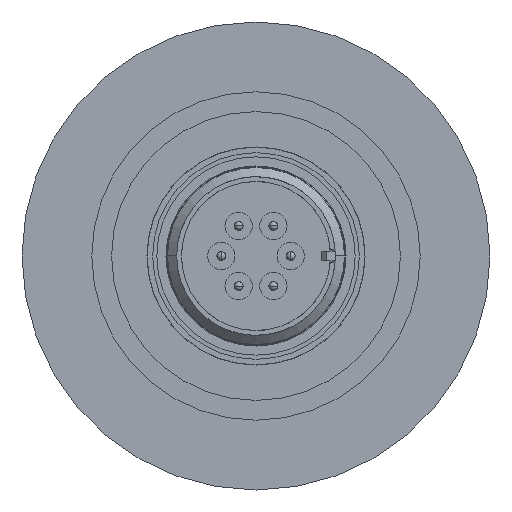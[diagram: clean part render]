
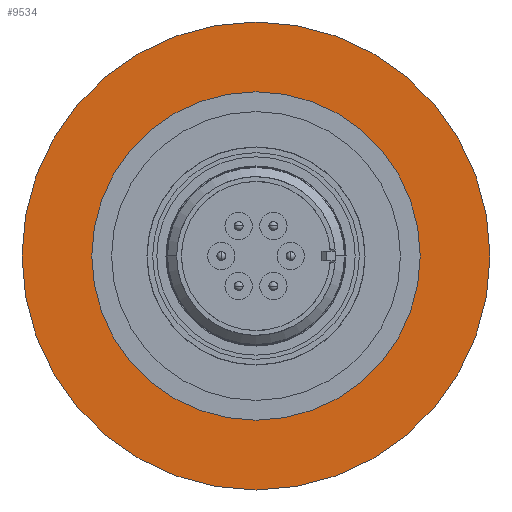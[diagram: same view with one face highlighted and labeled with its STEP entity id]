
A CAD part, front view. The second image highlights one B-rep face of the part: STEP entity #9534.
In plain terms, the highlighted planar face has unit normal (0, -1, 0).
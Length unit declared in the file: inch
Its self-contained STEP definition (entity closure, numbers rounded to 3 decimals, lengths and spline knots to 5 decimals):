
#739 = DIRECTION ( 'NONE',  ( 0., 0., 1. ) ) ;
#822 = DIRECTION ( 'NONE',  ( 0., 1., 0. ) ) ;
#1191 = CARTESIAN_POINT ( 'NONE',  ( -1.06147, 2.098, 0. ) ) ;
#1360 = CARTESIAN_POINT ( 'NONE',  ( -1.06147, 2.098, 0. ) ) ;
#1362 = DIRECTION ( 'NONE',  ( 0., 1., 0. ) ) ;
#1364 = DIRECTION ( 'NONE',  ( 0., 0., 1. ) ) ;
#2072 = CARTESIAN_POINT ( 'NONE',  ( -1.06147, 2.098, -1.475 ) ) ;
#2073 = CARTESIAN_POINT ( 'NONE',  ( -1.06147, 2.098, 1.475 ) ) ;
#2092 = CARTESIAN_POINT ( 'NONE',  ( -1.06147, 2.098, 1.035 ) ) ;
#2286 = CARTESIAN_POINT ( 'NONE',  ( -2.53647, 2.098, 0. ) ) ;
#2294 = PLANE ( 'NONE',  #11494 ) ;
#2296 = DIRECTION ( 'NONE',  ( 0., -1., 0. ) ) ;
#2297 = DIRECTION ( 'NONE',  ( 0., 0., -1. ) ) ;
#2767 = CARTESIAN_POINT ( 'NONE',  ( -1.06147, 2.098, 0. ) ) ;
#2768 = DIRECTION ( 'NONE',  ( 0., 1., 0. ) ) ;
#2770 = DIRECTION ( 'NONE',  ( 0., 0., 1. ) ) ;
#3498 = EDGE_LOOP ( 'NONE', ( #12005, #12006 ) ) ;
#3550 = EDGE_LOOP ( 'NONE', ( #12003, #12004 ) ) ;
#4028 = AXIS2_PLACEMENT_3D ( 'NONE', #1360, #1362, #1364 ) ;
#4129 = AXIS2_PLACEMENT_3D ( 'NONE', #2767, #2768, #2770 ) ;
#4221 = CIRCLE ( 'NONE', #10661, 1.475 ) ;
#5549 = CARTESIAN_POINT ( 'NONE',  ( -1.06147, 2.098, -1.035 ) ) ;
#6754 = FACE_OUTER_BOUND ( 'NONE', #3498, .T. ) ;
#6755 = FACE_BOUND ( 'NONE', #3550, .T. ) ;
#7004 = CIRCLE ( 'NONE', #4129, 1.035 ) ;
#7097 = VERTEX_POINT ( 'NONE', #2092 ) ;
#7116 = VERTEX_POINT ( 'NONE', #2073 ) ;
#7117 = VERTEX_POINT ( 'NONE', #2072 ) ;
#7472 = EDGE_CURVE ( 'NONE', #7097, #14021, #11789, .T. ) ;
#7696 = EDGE_CURVE ( 'NONE', #7117, #7116, #4221, .T. ) ;
#9130 = CIRCLE ( 'NONE', #4028, 1.475 ) ;
#9534 = ADVANCED_FACE ( 'NONE', ( #6755, #6754 ), #2294, .T. ) ;
#9681 = EDGE_CURVE ( 'NONE', #14021, #7097, #7004, .T. ) ;
#10125 = EDGE_CURVE ( 'NONE', #7116, #7117, #9130, .T. ) ;
#10537 = AXIS2_PLACEMENT_3D ( 'NONE', #1191, #822, #739 ) ;
#10661 = AXIS2_PLACEMENT_3D ( 'NONE', #12311, #12339, #12372 ) ;
#11494 = AXIS2_PLACEMENT_3D ( 'NONE', #2286, #2296, #2297 ) ;
#11789 = CIRCLE ( 'NONE', #10537, 1.035 ) ;
#12003 = ORIENTED_EDGE ( 'NONE', *, *, #7472, .T. ) ;
#12004 = ORIENTED_EDGE ( 'NONE', *, *, #9681, .T. ) ;
#12005 = ORIENTED_EDGE ( 'NONE', *, *, #10125, .F. ) ;
#12006 = ORIENTED_EDGE ( 'NONE', *, *, #7696, .F. ) ;
#12311 = CARTESIAN_POINT ( 'NONE',  ( -1.06147, 2.098, 0. ) ) ;
#12339 = DIRECTION ( 'NONE',  ( 0., 1., 0. ) ) ;
#12372 = DIRECTION ( 'NONE',  ( 0., 0., 1. ) ) ;
#14021 = VERTEX_POINT ( 'NONE', #5549 ) ;
